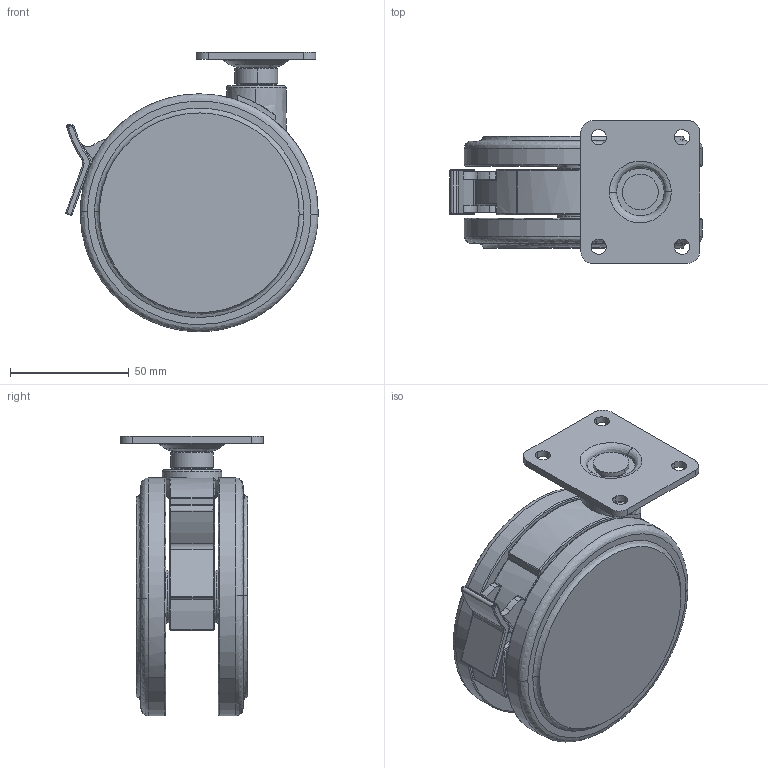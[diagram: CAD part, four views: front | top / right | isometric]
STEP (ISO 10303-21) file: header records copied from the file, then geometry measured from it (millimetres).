
FILE_DESCRIPTION((''),'2;1');
FILE_NAME('','2008-04-30T14:15:43',(''),(''),'','CADfix','');
FILE_SCHEMA(('AUTOMOTIVE_DESIGN { 1 0 10303 214 1 1 1 1 }'));
Length unit declared in the file: millimetre
Bounding box: 106.12 x 60 x 117.5 mm (x, y, z)
Volume: 240863.1 mm3; surface area: 67634.4 mm2
Topology: 6 solids, 6 shells, 276 faces, 775 edges, 520 vertices
Faces by surface type: bspline 276
Entity records: 10514 total; most frequent: CARTESIAN_POINT 6340, ORIENTED_EDGE 1546, EDGE_CURVE 773, VERTEX_POINT 520, EDGE_LOOP 299, FACE_OUTER_BOUND 276, ADVANCED_FACE 276, QUASI_UNIFORM_CURVE 237
